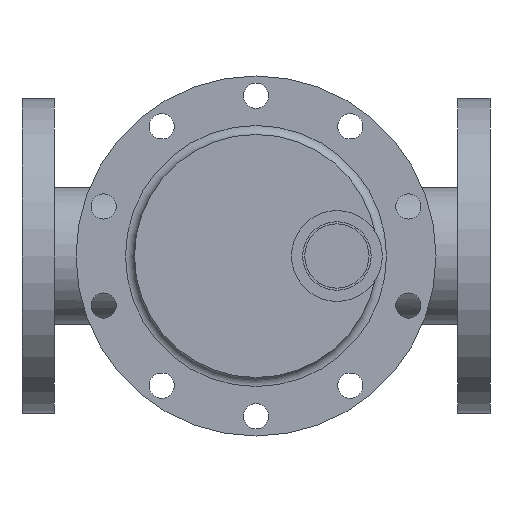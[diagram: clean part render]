
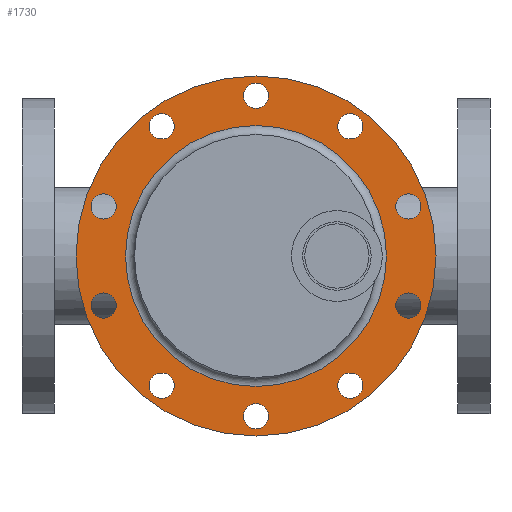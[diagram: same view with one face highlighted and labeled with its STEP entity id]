
A CAD part, left-side view. The second image highlights one B-rep face of the part: STEP entity #1730.
In plain terms, the highlighted planar face has unit normal (-1, 0, 0).
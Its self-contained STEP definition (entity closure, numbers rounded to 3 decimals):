
#113=FACE_BOUND('',#426,.T.);
#114=FACE_BOUND('',#427,.T.);
#115=FACE_BOUND('',#428,.T.);
#116=FACE_BOUND('',#429,.T.);
#117=FACE_BOUND('',#430,.T.);
#118=FACE_BOUND('',#431,.T.);
#119=FACE_BOUND('',#432,.T.);
#120=FACE_BOUND('',#433,.T.);
#121=FACE_BOUND('',#434,.T.);
#122=FACE_BOUND('',#435,.T.);
#123=FACE_BOUND('',#436,.T.);
#151=PLANE('',#1961);
#240=FACE_OUTER_BOUND('',#425,.T.);
#425=EDGE_LOOP('',(#1486));
#426=EDGE_LOOP('',(#1487));
#427=EDGE_LOOP('',(#1488));
#428=EDGE_LOOP('',(#1489));
#429=EDGE_LOOP('',(#1490));
#430=EDGE_LOOP('',(#1491));
#431=EDGE_LOOP('',(#1492));
#432=EDGE_LOOP('',(#1493));
#433=EDGE_LOOP('',(#1494));
#434=EDGE_LOOP('',(#1495));
#435=EDGE_LOOP('',(#1496));
#436=EDGE_LOOP('',(#1497));
#727=CIRCLE('',#1962,100.);
#728=CIRCLE('',#1963,7.);
#729=CIRCLE('',#1964,7.);
#730=CIRCLE('',#1965,7.);
#731=CIRCLE('',#1966,7.);
#732=CIRCLE('',#1967,7.);
#733=CIRCLE('',#1968,7.);
#734=CIRCLE('',#1969,7.);
#735=CIRCLE('',#1970,7.);
#736=CIRCLE('',#1971,7.);
#737=CIRCLE('',#1972,7.);
#738=CIRCLE('',#1973,72.5);
#877=VERTEX_POINT('',#3205);
#878=VERTEX_POINT('',#3207);
#879=VERTEX_POINT('',#3209);
#880=VERTEX_POINT('',#3211);
#881=VERTEX_POINT('',#3213);
#882=VERTEX_POINT('',#3215);
#883=VERTEX_POINT('',#3217);
#884=VERTEX_POINT('',#3219);
#885=VERTEX_POINT('',#3221);
#886=VERTEX_POINT('',#3223);
#887=VERTEX_POINT('',#3225);
#888=VERTEX_POINT('',#3227);
#1085=EDGE_CURVE('',#877,#877,#727,.T.);
#1086=EDGE_CURVE('',#878,#878,#728,.T.);
#1087=EDGE_CURVE('',#879,#879,#729,.T.);
#1088=EDGE_CURVE('',#880,#880,#730,.T.);
#1089=EDGE_CURVE('',#881,#881,#731,.T.);
#1090=EDGE_CURVE('',#882,#882,#732,.T.);
#1091=EDGE_CURVE('',#883,#883,#733,.T.);
#1092=EDGE_CURVE('',#884,#884,#734,.T.);
#1093=EDGE_CURVE('',#885,#885,#735,.T.);
#1094=EDGE_CURVE('',#886,#886,#736,.T.);
#1095=EDGE_CURVE('',#887,#887,#737,.T.);
#1096=EDGE_CURVE('',#888,#888,#738,.T.);
#1486=ORIENTED_EDGE('',*,*,#1085,.T.);
#1487=ORIENTED_EDGE('',*,*,#1086,.T.);
#1488=ORIENTED_EDGE('',*,*,#1087,.T.);
#1489=ORIENTED_EDGE('',*,*,#1088,.T.);
#1490=ORIENTED_EDGE('',*,*,#1089,.T.);
#1491=ORIENTED_EDGE('',*,*,#1090,.T.);
#1492=ORIENTED_EDGE('',*,*,#1091,.T.);
#1493=ORIENTED_EDGE('',*,*,#1092,.T.);
#1494=ORIENTED_EDGE('',*,*,#1093,.T.);
#1495=ORIENTED_EDGE('',*,*,#1094,.T.);
#1496=ORIENTED_EDGE('',*,*,#1095,.T.);
#1497=ORIENTED_EDGE('',*,*,#1096,.F.);
#1730=ADVANCED_FACE('',(#240,#113,#114,#115,#116,#117,#118,#119,#120,#121,
#122,#123),#151,.T.);
#1961=AXIS2_PLACEMENT_3D('',#3204,#2444,#2445);
#1962=AXIS2_PLACEMENT_3D('',#3206,#2446,#2447);
#1963=AXIS2_PLACEMENT_3D('',#3208,#2448,#2449);
#1964=AXIS2_PLACEMENT_3D('',#3210,#2450,#2451);
#1965=AXIS2_PLACEMENT_3D('',#3212,#2452,#2453);
#1966=AXIS2_PLACEMENT_3D('',#3214,#2454,#2455);
#1967=AXIS2_PLACEMENT_3D('',#3216,#2456,#2457);
#1968=AXIS2_PLACEMENT_3D('',#3218,#2458,#2459);
#1969=AXIS2_PLACEMENT_3D('',#3220,#2460,#2461);
#1970=AXIS2_PLACEMENT_3D('',#3222,#2462,#2463);
#1971=AXIS2_PLACEMENT_3D('',#3224,#2464,#2465);
#1972=AXIS2_PLACEMENT_3D('',#3226,#2466,#2467);
#1973=AXIS2_PLACEMENT_3D('',#3228,#2468,#2469);
#2444=DIRECTION('center_axis',(-1.,0.,0.));
#2445=DIRECTION('ref_axis',(0.,0.,1.));
#2446=DIRECTION('center_axis',(-1.,0.,0.));
#2447=DIRECTION('ref_axis',(0.,0.,1.));
#2448=DIRECTION('center_axis',(1.,0.,0.));
#2449=DIRECTION('ref_axis',(0.,0.,1.));
#2450=DIRECTION('center_axis',(1.,0.,0.));
#2451=DIRECTION('ref_axis',(0.,0.,1.));
#2452=DIRECTION('center_axis',(1.,0.,0.));
#2453=DIRECTION('ref_axis',(0.,0.,1.));
#2454=DIRECTION('center_axis',(1.,0.,0.));
#2455=DIRECTION('ref_axis',(0.,0.,1.));
#2456=DIRECTION('center_axis',(1.,0.,0.));
#2457=DIRECTION('ref_axis',(0.,0.,1.));
#2458=DIRECTION('center_axis',(1.,0.,0.));
#2459=DIRECTION('ref_axis',(0.,0.,1.));
#2460=DIRECTION('center_axis',(1.,0.,0.));
#2461=DIRECTION('ref_axis',(0.,0.,1.));
#2462=DIRECTION('center_axis',(1.,0.,0.));
#2463=DIRECTION('ref_axis',(0.,0.,1.));
#2464=DIRECTION('center_axis',(1.,0.,0.));
#2465=DIRECTION('ref_axis',(0.,0.,1.));
#2466=DIRECTION('center_axis',(1.,0.,0.));
#2467=DIRECTION('ref_axis',(0.,0.,1.));
#2468=DIRECTION('center_axis',(-1.,0.,0.));
#2469=DIRECTION('ref_axis',(0.,0.,1.));
#3204=CARTESIAN_POINT('Origin',(-1024.,72.5,0.));
#3205=CARTESIAN_POINT('',(-1024.,-100.,0.));
#3206=CARTESIAN_POINT('Origin',(-1024.,0.,0.));
#3207=CARTESIAN_POINT('',(-1024.,-84.644,20.503));
#3208=CARTESIAN_POINT('Origin',(-1024.,-84.644,27.503));
#3209=CARTESIAN_POINT('',(-1024.,0.,82.));
#3210=CARTESIAN_POINT('Origin',(-1024.,0.,89.));
#3211=CARTESIAN_POINT('',(-1024.,-52.313,-79.003));
#3212=CARTESIAN_POINT('Origin',(-1024.,-52.313,-72.003));
#3213=CARTESIAN_POINT('',(-1024.,84.644,20.503));
#3214=CARTESIAN_POINT('Origin',(-1024.,84.644,27.503));
#3215=CARTESIAN_POINT('',(-1024.,84.644,-34.503));
#3216=CARTESIAN_POINT('Origin',(-1024.,84.644,-27.503));
#3217=CARTESIAN_POINT('',(-1024.,-84.644,-34.503));
#3218=CARTESIAN_POINT('Origin',(-1024.,-84.644,-27.503));
#3219=CARTESIAN_POINT('',(-1024.,-52.313,65.003));
#3220=CARTESIAN_POINT('Origin',(-1024.,-52.313,72.003));
#3221=CARTESIAN_POINT('',(-1024.,0.,-96.));
#3222=CARTESIAN_POINT('Origin',(-1024.,0.,-89.));
#3223=CARTESIAN_POINT('',(-1024.,52.313,65.003));
#3224=CARTESIAN_POINT('Origin',(-1024.,52.313,72.003));
#3225=CARTESIAN_POINT('',(-1024.,52.313,-79.003));
#3226=CARTESIAN_POINT('Origin',(-1024.,52.313,-72.003));
#3227=CARTESIAN_POINT('',(-1024.,0.,-72.5));
#3228=CARTESIAN_POINT('Origin',(-1024.,0.,0.));
